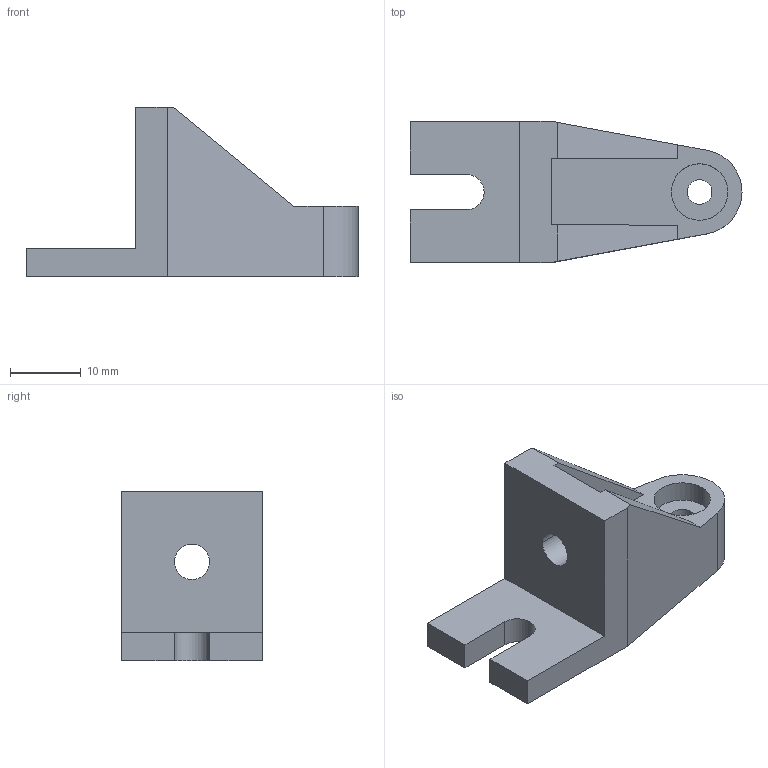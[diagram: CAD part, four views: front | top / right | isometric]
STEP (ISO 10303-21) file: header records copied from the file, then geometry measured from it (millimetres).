
FILE_DESCRIPTION(('CATIA V5 STEP Exchange'),'2;1');
FILE_NAME('HYPERCUBE-EVO-0027_NGEN.stp','2018-08-25T14:07:38+00:00',('none'),('none'),'CATIA Version 5 Release 21 GA (IN-10)','CATIA V5 STEP AP203','none');
FILE_SCHEMA(('CONFIG_CONTROL_DESIGN'));
Length unit declared in the file: millimetre
Products named in the file (1): HYPERCUBE-EVO-0027_NGEN
Bounding box: 47 x 20 x 24 mm (x, y, z)
Volume: 7950.3 mm3; surface area: 3863.5 mm2
Topology: 1 solids, 1 shells, 27 faces, 72 edges, 48 vertices
Faces by surface type: plane 19, cylinder 8
Entity records: 856 total; most frequent: CARTESIAN_POINT 144, ORIENTED_EDGE 144, DIRECTION 118, EDGE_CURVE 72, VECTOR 56, LINE 56, VERTEX_POINT 48, AXIS2_PLACEMENT_3D 40
